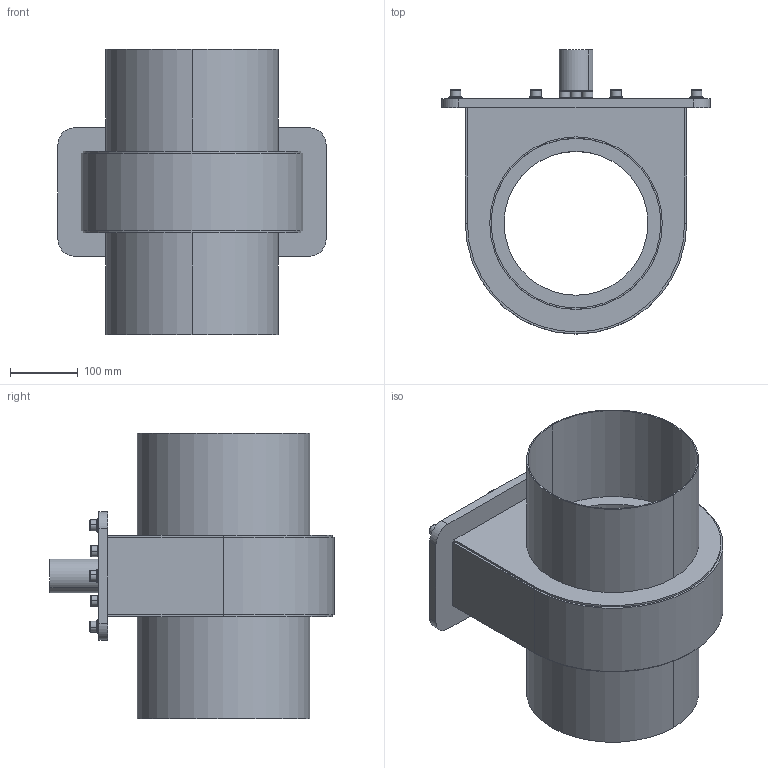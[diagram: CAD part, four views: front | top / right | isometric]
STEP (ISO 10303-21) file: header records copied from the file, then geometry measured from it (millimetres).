
FILE_DESCRIPTION (( 'STEP AP214' ), '1' );
FILE_NAME ('P-089-030-rev-A-M212.STEP', '2024-03-08T09:35:18', ( '' ), ( '' ), 'SwSTEP 2.0', 'SolidWorks 2023', '' );
FILE_SCHEMA (( 'AUTOMOTIVE_DESIGN' ));
Length unit declared in the file: millimetre
Products named in the file (1): P-089-030-rev-A-M212
Bounding box: 395 x 418.45 x 420 mm (x, y, z)
Volume: 8907631.5 mm3; surface area: 934846.8 mm2
Topology: 1 solids, 7 shells, 656 faces, 1530 edges, 920 vertices
Faces by surface type: plane 335, cylinder 197, torus 72, cone 52
Entity records: 18587 total; most frequent: DIRECTION 3426, CARTESIAN_POINT 3275, ORIENTED_EDGE 2996, EDGE_CURVE 1498, AXIS2_PLACEMENT_3D 1311, VERTEX_POINT 920, LINE 804, VECTOR 804
